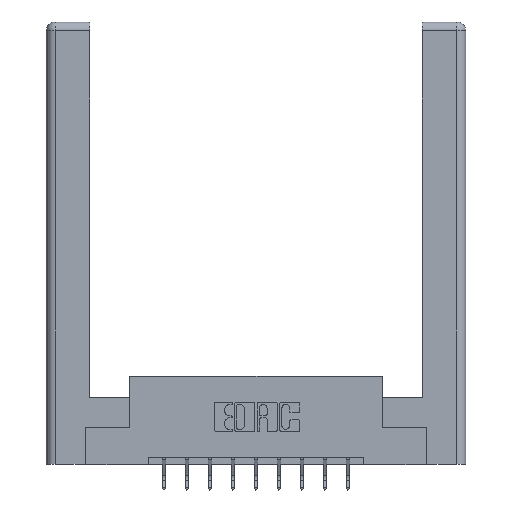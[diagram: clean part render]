
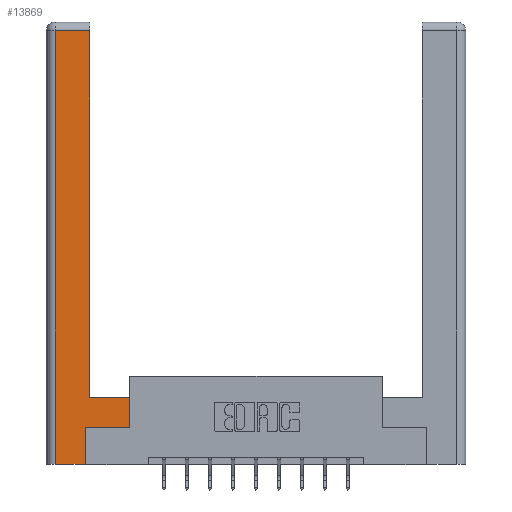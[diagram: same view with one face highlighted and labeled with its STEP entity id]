
A CAD part, top view. The second image highlights one B-rep face of the part: STEP entity #13869.
In plain terms, the highlighted planar face has unit normal (0, 0, 1).
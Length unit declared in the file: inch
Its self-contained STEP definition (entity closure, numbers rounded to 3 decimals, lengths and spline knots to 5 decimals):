
#43 = CARTESIAN_POINT ( 'NONE',  ( 0.295, 2.94, 0. ) ) ;
#210 = LINE ( 'NONE', #9026, #11842 ) ;
#214 = ORIENTED_EDGE ( 'NONE', *, *, #1841, .T. ) ;
#377 = CARTESIAN_POINT ( 'NONE',  ( 0.0615, 0., 0. ) ) ;
#581 = CARTESIAN_POINT ( 'NONE',  ( 0.265, 0.245, 0. ) ) ;
#766 = CARTESIAN_POINT ( 'NONE',  ( 0.295, 0.45, 0. ) ) ;
#807 = DIRECTION ( 'NONE',  ( -1., 0., 0. ) ) ;
#849 = CARTESIAN_POINT ( 'NONE',  ( 0.295, 0.45, 0. ) ) ;
#1280 = VERTEX_POINT ( 'NONE', #766 ) ;
#1333 = LINE ( 'NONE', #377, #6972 ) ;
#1359 = VERTEX_POINT ( 'NONE', #43 ) ;
#1841 = EDGE_CURVE ( 'NONE', #4682, #5752, #6768, .T. ) ;
#1872 = EDGE_CURVE ( 'NONE', #2491, #12655, #11227, .T. ) ;
#1896 = VERTEX_POINT ( 'NONE', #581 ) ;
#2276 = VECTOR ( 'NONE', #4158, 39.37008 ) ;
#2491 = VERTEX_POINT ( 'NONE', #10801 ) ;
#2604 = DIRECTION ( 'NONE',  ( 0., 1., 0. ) ) ;
#2699 = CARTESIAN_POINT ( 'NONE',  ( 0.265, 0., 0. ) ) ;
#2725 = CARTESIAN_POINT ( 'NONE',  ( 0.265, 0.245, 0. ) ) ;
#2875 = LINE ( 'NONE', #2725, #3034 ) ;
#3034 = VECTOR ( 'NONE', #3540, 39.37008 ) ;
#3540 = DIRECTION ( 'NONE',  ( 0., 1., 0. ) ) ;
#3863 = CARTESIAN_POINT ( 'NONE',  ( 0.565, 0.45, 0. ) ) ;
#4108 = EDGE_CURVE ( 'NONE', #1896, #4682, #210, .T. ) ;
#4158 = DIRECTION ( 'NONE',  ( 0., 1., 0. ) ) ;
#4396 = CARTESIAN_POINT ( 'NONE',  ( 0.0615, 2.94, 0. ) ) ;
#4566 = DIRECTION ( 'NONE',  ( 1., 0., 0. ) ) ;
#4629 = ORIENTED_EDGE ( 'NONE', *, *, #4769, .T. ) ;
#4682 = VERTEX_POINT ( 'NONE', #9661 ) ;
#4769 = EDGE_CURVE ( 'NONE', #1280, #1359, #5189, .T. ) ;
#5189 = LINE ( 'NONE', #11944, #2276 ) ;
#5752 = VERTEX_POINT ( 'NONE', #3863 ) ;
#6498 = CARTESIAN_POINT ( 'NONE',  ( 0.265, 0., 0. ) ) ;
#6674 = ORIENTED_EDGE ( 'NONE', *, *, #10569, .T. ) ;
#6768 = LINE ( 'NONE', #13454, #14065 ) ;
#6865 = ORIENTED_EDGE ( 'NONE', *, *, #7904, .T. ) ;
#6972 = VECTOR ( 'NONE', #13584, 39.37008 ) ;
#7005 = DIRECTION ( 'NONE',  ( 1., 0., 0. ) ) ;
#7904 = EDGE_CURVE ( 'NONE', #12655, #1896, #2875, .T. ) ;
#7912 = EDGE_CURVE ( 'NONE', #1359, #9845, #11923, .T. ) ;
#8082 = VECTOR ( 'NONE', #807, 39.37008 ) ;
#9026 = CARTESIAN_POINT ( 'NONE',  ( 0.565, 0.245, 0. ) ) ;
#9296 = CARTESIAN_POINT ( 'NONE',  ( 0., 0., 0. ) ) ;
#9661 = CARTESIAN_POINT ( 'NONE',  ( 0.565, 0.245, 0. ) ) ;
#9845 = VERTEX_POINT ( 'NONE', #4396 ) ;
#10155 = DIRECTION ( 'NONE',  ( -1., 0., 0. ) ) ;
#10455 = DIRECTION ( 'NONE',  ( -1., 0., 0. ) ) ;
#10472 = ORIENTED_EDGE ( 'NONE', *, *, #13513, .T. ) ;
#10569 = EDGE_CURVE ( 'NONE', #5752, #1280, #13152, .T. ) ;
#10588 = ORIENTED_EDGE ( 'NONE', *, *, #1872, .T. ) ;
#10801 = CARTESIAN_POINT ( 'NONE',  ( 0.0615, 0., 0. ) ) ;
#11227 = LINE ( 'NONE', #2699, #11887 ) ;
#11404 = DIRECTION ( 'NONE',  ( 0., 0., -1. ) ) ;
#11426 = FACE_OUTER_BOUND ( 'NONE', #12030, .T. ) ;
#11842 = VECTOR ( 'NONE', #4566, 39.37008 ) ;
#11887 = VECTOR ( 'NONE', #7005, 39.37008 ) ;
#11923 = LINE ( 'NONE', #12267, #13914 ) ;
#11944 = CARTESIAN_POINT ( 'NONE',  ( 0.295, 3., 0. ) ) ;
#12030 = EDGE_LOOP ( 'NONE', ( #4629, #13947, #10472, #10588, #6865, #13878, #214, #6674 ) ) ;
#12267 = CARTESIAN_POINT ( 'NONE',  ( 0.0615, 2.94, 0. ) ) ;
#12566 = PLANE ( 'NONE',  #13843 ) ;
#12655 = VERTEX_POINT ( 'NONE', #6498 ) ;
#13152 = LINE ( 'NONE', #849, #8082 ) ;
#13454 = CARTESIAN_POINT ( 'NONE',  ( 0.565, 0.45, 0. ) ) ;
#13513 = EDGE_CURVE ( 'NONE', #9845, #2491, #1333, .T. ) ;
#13584 = DIRECTION ( 'NONE',  ( 0., -1., 0. ) ) ;
#13843 = AXIS2_PLACEMENT_3D ( 'NONE', #9296, #11404, #10455 ) ;
#13869 = ADVANCED_FACE ( 'NONE', ( #11426 ), #12566, .F. ) ;
#13878 = ORIENTED_EDGE ( 'NONE', *, *, #4108, .T. ) ;
#13914 = VECTOR ( 'NONE', #10155, 39.37008 ) ;
#13947 = ORIENTED_EDGE ( 'NONE', *, *, #7912, .T. ) ;
#14065 = VECTOR ( 'NONE', #2604, 39.37008 ) ;
